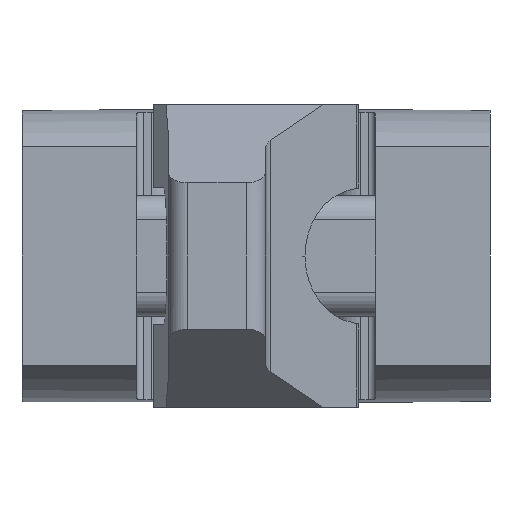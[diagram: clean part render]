
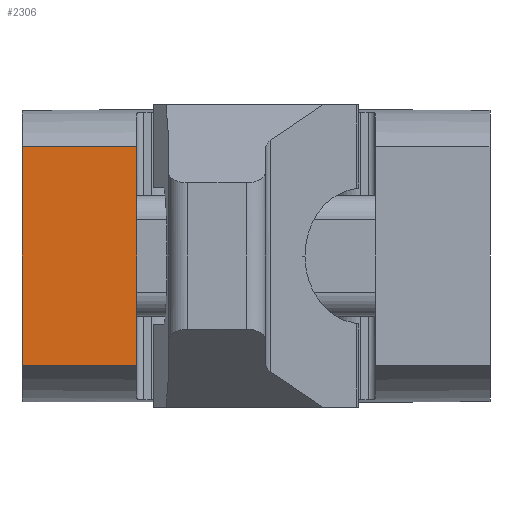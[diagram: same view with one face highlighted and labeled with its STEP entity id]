
A CAD part, left-side view. The second image highlights one B-rep face of the part: STEP entity #2306.
In plain terms, the highlighted planar face has unit normal (-1, 0, 0).
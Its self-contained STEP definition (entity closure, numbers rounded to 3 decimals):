
#1894=EDGE_CURVE('',#2636,#2846,#4792,.T.);
#2306=ADVANCED_FACE('',(#5250),#5251,.T.);
#2636=VERTEX_POINT('',#5607);
#2846=VERTEX_POINT('',#5835);
#3068=EDGE_CURVE('',#2846,#3222,#6074,.T.);
#3152=VERTEX_POINT('',#6168);
#3222=VERTEX_POINT('',#6249);
#3768=EDGE_CURVE('',#3152,#3222,#6844,.T.);
#4198=EDGE_CURVE('',#3152,#2636,#7318,.T.);
#4792=LINE('',#8230,#8231);
#5250=FACE_OUTER_BOUND('',#8864,.T.);
#5251=PLANE('',#8865);
#5607=CARTESIAN_POINT('',(79.0,96.0,-22.361));
#5835=CARTESIAN_POINT('',(79.0,96.0,22.361));
#6074=LINE('',#10138,#10139);
#6168=CARTESIAN_POINT('',(79.0,72.5,-22.361));
#6249=CARTESIAN_POINT('',(79.0,72.5,22.361));
#6844=LINE('',#11252,#11253);
#7318=LINE('',#11976,#11977);
#8230=CARTESIAN_POINT('',(79.0,96.0,-31.0));
#8231=VECTOR('',#12619,1.0);
#8864=EDGE_LOOP('',(#13205,#13206,#13207,#13208));
#8865=AXIS2_PLACEMENT_3D('',#13209,#13210,#13211);
#10138=CARTESIAN_POINT('',(79.0,84.25,22.361));
#10139=VECTOR('',#14081,1.0);
#11252=CARTESIAN_POINT('',(79.0,72.5,-31.0));
#11253=VECTOR('',#14966,1.0);
#11976=CARTESIAN_POINT('',(79.0,84.25,-22.361));
#11977=VECTOR('',#15568,1.0);
#12619=DIRECTION('',(0.0,0.0,1.0));
#13205=ORIENTED_EDGE('',*,*,#4198,.F.);
#13206=ORIENTED_EDGE('',*,*,#3768,.T.);
#13207=ORIENTED_EDGE('',*,*,#3068,.F.);
#13208=ORIENTED_EDGE('',*,*,#1894,.F.);
#13209=CARTESIAN_POINT('',(79.0,72.5,-31.0));
#13210=DIRECTION('',(-1.0,0.,0.0));
#13211=DIRECTION('',(0.,-1.0,0.0));
#14081=DIRECTION('',(0.,-1.0,0.0));
#14966=DIRECTION('',(0.0,0.0,1.0));
#15568=DIRECTION('',(0.,1.0,0.0));
